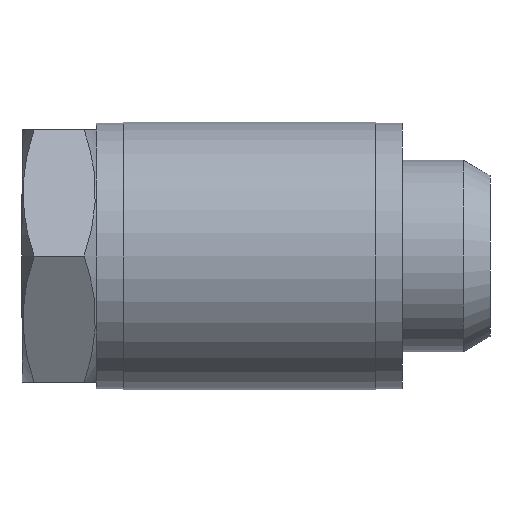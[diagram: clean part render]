
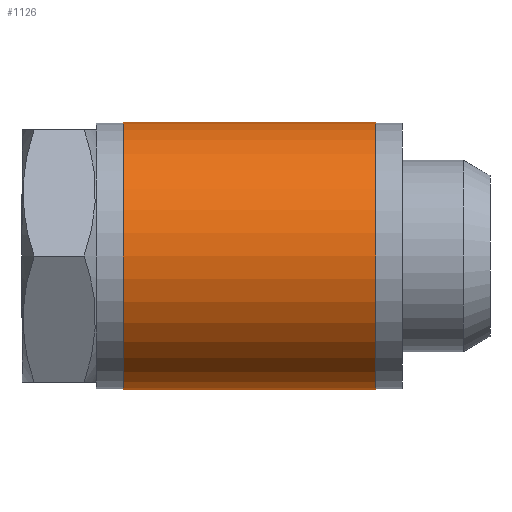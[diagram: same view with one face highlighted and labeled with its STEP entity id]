
A CAD part, left-side view. The second image highlights one B-rep face of the part: STEP entity #1126.
In plain terms, the highlighted cylindrical face has radius 9 mm (diameter 18 mm), a partial arc.
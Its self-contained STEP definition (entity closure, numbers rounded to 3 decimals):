
#144 = LINE ( 'NONE', #1684, #1326 ) ;
#145 = LINE ( 'NONE', #1692, #1387 ) ;
#195 = FACE_OUTER_BOUND ( 'NONE', #1090, .T. ) ;
#196 = CYLINDRICAL_SURFACE ( 'NONE', #1166, 9. ) ;
#311 = EDGE_CURVE ( 'NONE', #1274, #1465, #144, .T. ) ;
#314 = EDGE_CURVE ( 'NONE', #1443, #1464, #145, .T. ) ;
#336 = EDGE_CURVE ( 'NONE', #1274, #1443, #1397, .T. ) ;
#337 = EDGE_CURVE ( 'NONE', #1464, #1465, #1406, .T. ) ;
#577 = CARTESIAN_POINT ( 'NONE',  ( 0., 7.7, 0. ) ) ;
#578 = DIRECTION ( 'NONE',  ( 0., 1., 0. ) ) ;
#579 = DIRECTION ( 'NONE',  ( 0., 0., 1. ) ) ;
#580 = CARTESIAN_POINT ( 'NONE',  ( 0., 24.7, 0. ) ) ;
#581 = DIRECTION ( 'NONE',  ( 0., -1., 0. ) ) ;
#582 = DIRECTION ( 'NONE',  ( 0., 0., -1. ) ) ;
#880 = CARTESIAN_POINT ( 'NONE',  ( 0., 30.786, 0. ) ) ;
#881 = DIRECTION ( 'NONE',  ( 0., 1., 0. ) ) ;
#882 = DIRECTION ( 'NONE',  ( 0., 0., 1. ) ) ;
#936 = CARTESIAN_POINT ( 'NONE',  ( 0., 7.7, -9. ) ) ;
#962 = CARTESIAN_POINT ( 'NONE',  ( 0., 7.7, 9. ) ) ;
#970 = CARTESIAN_POINT ( 'NONE',  ( 0., 24.7, 9. ) ) ;
#971 = CARTESIAN_POINT ( 'NONE',  ( 0., 24.7, -9. ) ) ;
#1090 = EDGE_LOOP ( 'NONE', ( #2741, #2742, #2740, #2743 ) ) ;
#1126 = ADVANCED_FACE ( 'NONE', ( #195 ), #196, .T. ) ;
#1166 = AXIS2_PLACEMENT_3D ( 'NONE', #880, #881, #882 ) ;
#1274 = VERTEX_POINT ( 'NONE', #936 ) ;
#1326 = VECTOR ( 'NONE', #1685, 1000. ) ;
#1343 = AXIS2_PLACEMENT_3D ( 'NONE', #580, #581, #582 ) ;
#1353 = AXIS2_PLACEMENT_3D ( 'NONE', #577, #578, #579 ) ;
#1387 = VECTOR ( 'NONE', #1693, 1000. ) ;
#1397 = CIRCLE ( 'NONE', #1353, 9. ) ;
#1406 = CIRCLE ( 'NONE', #1343, 9. ) ;
#1443 = VERTEX_POINT ( 'NONE', #962 ) ;
#1464 = VERTEX_POINT ( 'NONE', #970 ) ;
#1465 = VERTEX_POINT ( 'NONE', #971 ) ;
#1684 = CARTESIAN_POINT ( 'NONE',  ( 0., 30.786, -9. ) ) ;
#1685 = DIRECTION ( 'NONE',  ( 0., 1., 0. ) ) ;
#1692 = CARTESIAN_POINT ( 'NONE',  ( 0., 30.786, 9. ) ) ;
#1693 = DIRECTION ( 'NONE',  ( 0., 1., 0. ) ) ;
#2740 = ORIENTED_EDGE ( 'NONE', *, *, #314, .T. ) ;
#2741 = ORIENTED_EDGE ( 'NONE', *, *, #311, .F. ) ;
#2742 = ORIENTED_EDGE ( 'NONE', *, *, #336, .T. ) ;
#2743 = ORIENTED_EDGE ( 'NONE', *, *, #337, .T. ) ;
